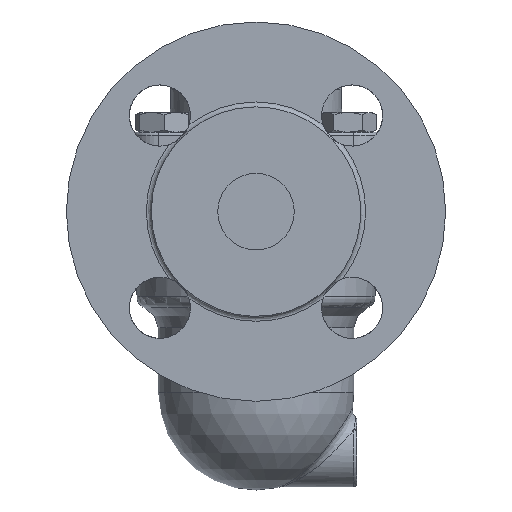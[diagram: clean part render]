
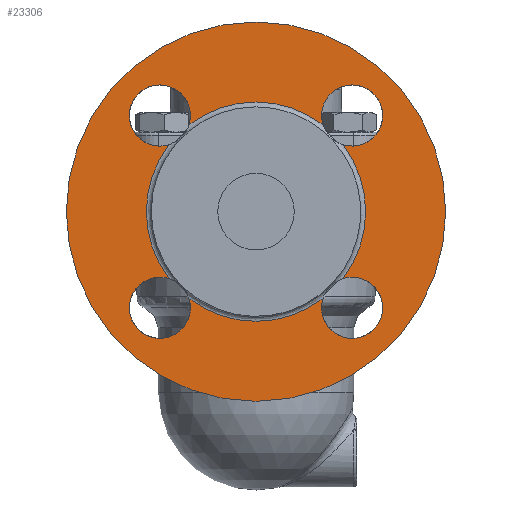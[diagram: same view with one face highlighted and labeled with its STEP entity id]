
A CAD part, left-side view. The second image highlights one B-rep face of the part: STEP entity #23306.
In plain terms, the highlighted planar face has unit normal (-1, 0, 0).
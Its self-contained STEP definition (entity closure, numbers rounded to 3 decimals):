
#23209=CARTESIAN_POINT('',(-103.4,0.,61.));
#23210=VERTEX_POINT('',#23209);
#23211=CARTESIAN_POINT('',(-103.4,0.0,-1.));
#23212=DIRECTION('',(1.0,0.0,0.0));
#23213=DIRECTION('',(0.0,0.0,-1.0));
#23214=AXIS2_PLACEMENT_3D('',#23211,#23212,#23213);
#23215=CIRCLE('',#23214,62.0);
#23216=EDGE_CURVE('',#23210,#23210,#23215,.T.);
#23224=CARTESIAN_POINT('',(-103.4,0.0,-1.));
#23225=DIRECTION('',(1.0,0.0,0.0));
#23226=DIRECTION('',(0.0,0.0,-1.0));
#23227=AXIS2_PLACEMENT_3D('',#23224,#23225,#23226);
#23228=PLANE('',#23227);
#23229=ORIENTED_EDGE('',*,*,#23216,.F.);
#23230=EDGE_LOOP('',(#23229));
#23231=FACE_OUTER_BOUND('',#23230,.T.);
#23232=CARTESIAN_POINT('',(-103.4,21.909,-29.377));
#23233=VERTEX_POINT('',#23232);
#23234=CARTESIAN_POINT('',(-103.4,-21.909,-29.377));
#23235=VERTEX_POINT('',#23234);
#23236=CARTESIAN_POINT('',(-103.4,0.0,-1.));
#23237=DIRECTION('',(-1.0,0.0,0.0));
#23238=DIRECTION('',(0.0,0.0,-1.0));
#23239=AXIS2_PLACEMENT_3D('',#23236,#23237,#23238);
#23240=CIRCLE('',#23239,35.85);
#23241=EDGE_CURVE('',#23233,#23235,#23240,.T.);
#23242=ORIENTED_EDGE('',*,*,#23241,.F.);
#23243=CARTESIAN_POINT('',(-103.4,28.377,-22.909));
#23244=VERTEX_POINT('',#23243);
#23245=CARTESIAN_POINT('',(-103.4,31.431,-32.431));
#23246=DIRECTION('',(-1.0,0.0,0.0));
#23247=DIRECTION('',(0.0,1.0,0.0));
#23248=AXIS2_PLACEMENT_3D('',#23245,#23246,#23247);
#23249=CIRCLE('',#23248,10.0);
#23250=EDGE_CURVE('',#23244,#23233,#23249,.T.);
#23251=ORIENTED_EDGE('',*,*,#23250,.F.);
#23252=CARTESIAN_POINT('',(-103.4,28.377,20.909));
#23253=VERTEX_POINT('',#23252);
#23254=CARTESIAN_POINT('',(-103.4,0.0,-1.));
#23255=DIRECTION('',(-1.0,0.0,0.0));
#23256=DIRECTION('',(0.0,0.0,-1.0));
#23257=AXIS2_PLACEMENT_3D('',#23254,#23255,#23256);
#23258=CIRCLE('',#23257,35.85);
#23259=EDGE_CURVE('',#23253,#23244,#23258,.T.);
#23260=ORIENTED_EDGE('',*,*,#23259,.F.);
#23261=CARTESIAN_POINT('',(-103.4,21.909,27.377));
#23262=VERTEX_POINT('',#23261);
#23263=CARTESIAN_POINT('',(-103.4,31.431,30.431));
#23264=DIRECTION('',(-1.0,0.0,0.0));
#23265=DIRECTION('',(0.0,0.0,1.0));
#23266=AXIS2_PLACEMENT_3D('',#23263,#23264,#23265);
#23267=CIRCLE('',#23266,10.0);
#23268=EDGE_CURVE('',#23262,#23253,#23267,.T.);
#23269=ORIENTED_EDGE('',*,*,#23268,.F.);
#23270=CARTESIAN_POINT('',(-103.4,-21.909,27.377));
#23271=VERTEX_POINT('',#23270);
#23272=CARTESIAN_POINT('',(-103.4,0.0,-1.));
#23273=DIRECTION('',(-1.0,0.0,0.0));
#23274=DIRECTION('',(0.0,0.0,-1.0));
#23275=AXIS2_PLACEMENT_3D('',#23272,#23273,#23274);
#23276=CIRCLE('',#23275,35.85);
#23277=EDGE_CURVE('',#23271,#23262,#23276,.T.);
#23278=ORIENTED_EDGE('',*,*,#23277,.F.);
#23279=CARTESIAN_POINT('',(-103.4,-28.377,20.909));
#23280=VERTEX_POINT('',#23279);
#23281=CARTESIAN_POINT('',(-103.4,-31.431,30.431));
#23282=DIRECTION('',(-1.0,0.0,0.0));
#23283=DIRECTION('',(0.0,-1.0,0.0));
#23284=AXIS2_PLACEMENT_3D('',#23281,#23282,#23283);
#23285=CIRCLE('',#23284,10.0);
#23286=EDGE_CURVE('',#23280,#23271,#23285,.T.);
#23287=ORIENTED_EDGE('',*,*,#23286,.F.);
#23288=CARTESIAN_POINT('',(-103.4,-28.377,-22.909));
#23289=VERTEX_POINT('',#23288);
#23290=CARTESIAN_POINT('',(-103.4,0.0,-1.));
#23291=DIRECTION('',(-1.0,0.0,0.0));
#23292=DIRECTION('',(0.0,0.0,-1.0));
#23293=AXIS2_PLACEMENT_3D('',#23290,#23291,#23292);
#23294=CIRCLE('',#23293,35.85);
#23295=EDGE_CURVE('',#23289,#23280,#23294,.T.);
#23296=ORIENTED_EDGE('',*,*,#23295,.F.);
#23297=CARTESIAN_POINT('',(-103.4,-31.431,-32.431));
#23298=DIRECTION('',(-1.0,0.0,0.0));
#23299=DIRECTION('',(0.0,0.0,-1.0));
#23300=AXIS2_PLACEMENT_3D('',#23297,#23298,#23299);
#23301=CIRCLE('',#23300,10.0);
#23302=EDGE_CURVE('',#23235,#23289,#23301,.T.);
#23303=ORIENTED_EDGE('',*,*,#23302,.F.);
#23304=EDGE_LOOP('',(#23242,#23251,#23260,#23269,#23278,#23287,#23296,#23303));
#23305=FACE_BOUND('',#23304,.T.);
#23306=ADVANCED_FACE('',(#23231,#23305),#23228,.F.);
